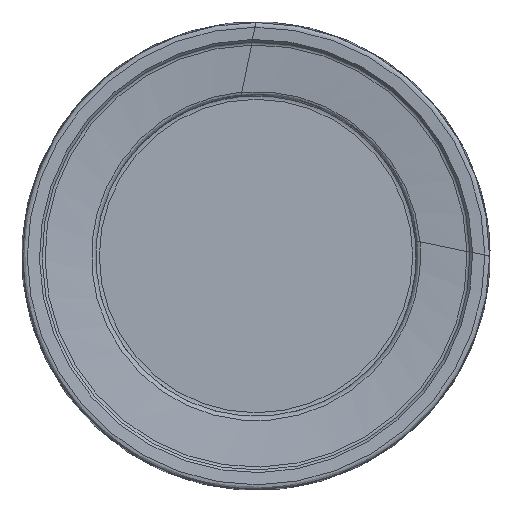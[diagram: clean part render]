
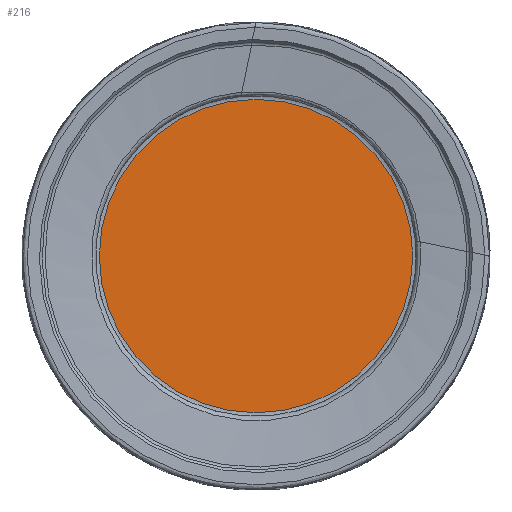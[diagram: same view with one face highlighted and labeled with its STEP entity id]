
A CAD part, left-side view. The second image highlights one B-rep face of the part: STEP entity #216.
In plain terms, the highlighted planar face has unit normal (-1, 0, 0).
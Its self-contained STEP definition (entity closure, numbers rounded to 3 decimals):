
#216=ADVANCED_FACE('',(#249),#247,.F.);
#247=PLANE('',#747);
#249=FACE_OUTER_BOUND('',#325,.T.);
#325=EDGE_LOOP('',(#401));
#401=ORIENTED_EDGE('',*,*,#589,.T.);
#537=VERTEX_POINT('',#1055);
#589=EDGE_CURVE('',#537,#537,#669,.T.);
#669=CIRCLE('',#745,13.418);
#745=AXIS2_PLACEMENT_3D('',#1054,#882,#883);
#747=AXIS2_PLACEMENT_3D('',#1057,#886,#887);
#882=DIRECTION('',(-1.,0.,0.));
#883=DIRECTION('',(0.,0.,1.));
#886=DIRECTION('',(1.,0.,0.));
#887=DIRECTION('',(0.,0.,-1.));
#1054=CARTESIAN_POINT('',(2.,0.,0.));
#1055=CARTESIAN_POINT('',(2.,0.,13.418));
#1057=CARTESIAN_POINT('',(2.,0.,0.));
